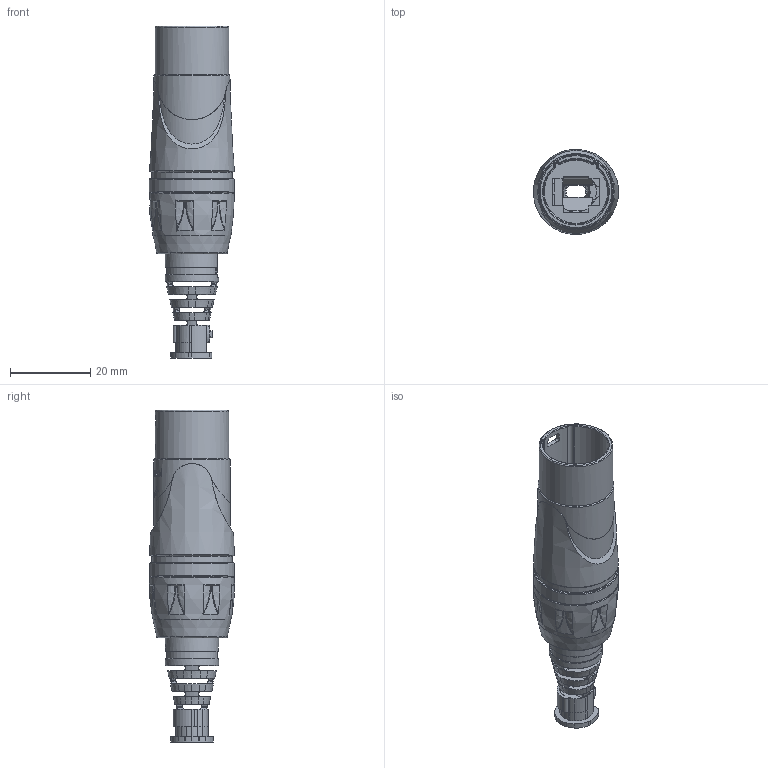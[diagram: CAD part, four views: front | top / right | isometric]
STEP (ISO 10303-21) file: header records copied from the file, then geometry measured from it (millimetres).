
FILE_DESCRIPTION(/* description */ (''),/* implementation_level */ '2;1');
FILE_NAME(/* name */ 'RJX8MX_SW.stp',/* time_stamp */ '2017-11-24T10:08:20+11:00',/* author */ ('thien'),/* organization */ (''),/* preprocessor_version */ 'ST-DEVELOPER v16.13',/* originating_system */ 'Autodesk Inventor 2018',/* authorisation */ '');
FILE_SCHEMA (('AUTOMOTIVE_DESIGN { 1 0 10303 214 3 1 1 }'));
Products named in the file (1): RJX8MX_Shrinkwrap_1
Bounding box: 21.22 x 21.23 x 82.8 mm (x, y, z)
Volume: 9651.3 mm3; surface area: 13923.1 mm2
Topology: 1 solids, 1 shells, 907 faces, 2456 edges, 1587 vertices
Faces by surface type: bspline 338, plane 261, cylinder 220, torus 56, cone 32
Full cylindrical faces by diameter (mm): 4.953 x2, 5.588 x1, 7.112 x1, 10.211 x1, 13.259 x1, 13.691 x1, 15.621 x1, 16.154 x1, 17.018 x8, 18.415 x1, 18.745 x1, 18.974 x1, 19 x1, 19.99 x1, 21.19 x1
Entity records: 84009 total; most frequent: CARTESIAN_POINT 62516, ORIENTED_EDGE 4762, DIRECTION 3520, EDGE_CURVE 2377, VERTEX_POINT 1552, AXIS2_PLACEMENT_3D 1295, EDGE_LOOP 1013, LINE 930
